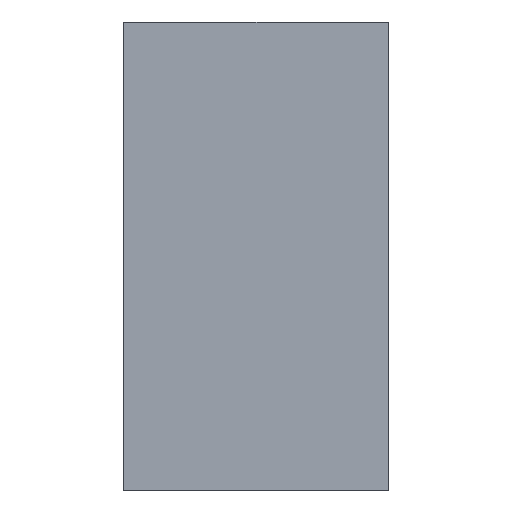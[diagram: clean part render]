
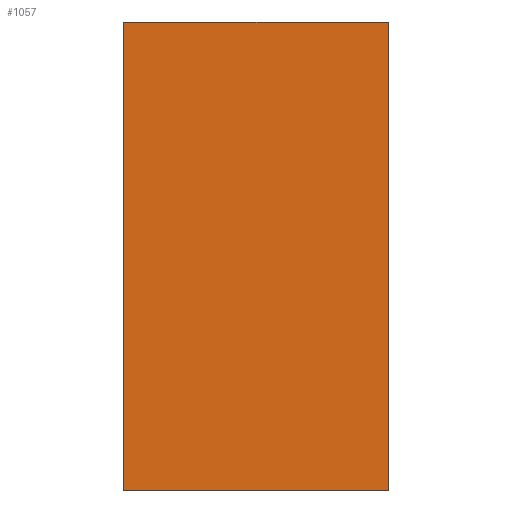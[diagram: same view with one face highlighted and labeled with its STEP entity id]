
A CAD part, left-side view. The second image highlights one B-rep face of the part: STEP entity #1057.
In plain terms, the highlighted planar face has unit normal (-1, 0, 0).
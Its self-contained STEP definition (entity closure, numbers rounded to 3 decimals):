
#4 = VERTEX_POINT ( 'NONE', #559 ) ;
#6 = CARTESIAN_POINT ( 'NONE',  ( -65., 21.5, 19. ) ) ;
#10 = AXIS2_PLACEMENT_3D ( 'NONE', #633, #451, #292 ) ;
#25 = VECTOR ( 'NONE', #112, 1000. ) ;
#71 = EDGE_LOOP ( 'NONE', ( #704, #533, #382, #307 ) ) ;
#112 = DIRECTION ( 'NONE',  ( 0., 0., 1. ) ) ;
#116 = LINE ( 'NONE', #955, #25 ) ;
#122 = PLANE ( 'NONE',  #10 ) ;
#170 = DIRECTION ( 'NONE',  ( 0., -1., 0. ) ) ;
#195 = DIRECTION ( 'NONE',  ( 0., -1., 0. ) ) ;
#222 = EDGE_CURVE ( 'NONE', #4, #906, #478, .T. ) ;
#224 = EDGE_CURVE ( 'NONE', #917, #772, #116, .T. ) ;
#291 = DIRECTION ( 'NONE',  ( 0., 0., 1. ) ) ;
#292 = DIRECTION ( 'NONE',  ( 0., 0., -1. ) ) ;
#307 = ORIENTED_EDGE ( 'NONE', *, *, #419, .T. ) ;
#339 = CARTESIAN_POINT ( 'NONE',  ( -65., 21.5, -19. ) ) ;
#352 = CARTESIAN_POINT ( 'NONE',  ( -65., 0., 19. ) ) ;
#360 = LINE ( 'NONE', #681, #596 ) ;
#382 = ORIENTED_EDGE ( 'NONE', *, *, #224, .F. ) ;
#402 = VECTOR ( 'NONE', #291, 1000. ) ;
#419 = EDGE_CURVE ( 'NONE', #917, #4, #423, .T. ) ;
#423 = LINE ( 'NONE', #998, #644 ) ;
#451 = DIRECTION ( 'NONE',  ( 1., 0., 0. ) ) ;
#478 = LINE ( 'NONE', #791, #402 ) ;
#533 = ORIENTED_EDGE ( 'NONE', *, *, #894, .F. ) ;
#559 = CARTESIAN_POINT ( 'NONE',  ( -65., 0., -19. ) ) ;
#596 = VECTOR ( 'NONE', #195, 1000. ) ;
#633 = CARTESIAN_POINT ( 'NONE',  ( -65., 21.5, -19. ) ) ;
#644 = VECTOR ( 'NONE', #170, 1000. ) ;
#681 = CARTESIAN_POINT ( 'NONE',  ( -65., 21.5, 19. ) ) ;
#704 = ORIENTED_EDGE ( 'NONE', *, *, #222, .T. ) ;
#772 = VERTEX_POINT ( 'NONE', #6 ) ;
#791 = CARTESIAN_POINT ( 'NONE',  ( -65., 0., -19. ) ) ;
#874 = FACE_OUTER_BOUND ( 'NONE', #71, .T. ) ;
#894 = EDGE_CURVE ( 'NONE', #772, #906, #360, .T. ) ;
#906 = VERTEX_POINT ( 'NONE', #352 ) ;
#917 = VERTEX_POINT ( 'NONE', #339 ) ;
#955 = CARTESIAN_POINT ( 'NONE',  ( -65., 21.5, -19. ) ) ;
#998 = CARTESIAN_POINT ( 'NONE',  ( -65., 21.5, -19. ) ) ;
#1057 = ADVANCED_FACE ( 'NONE', ( #874 ), #122, .F. ) ;
